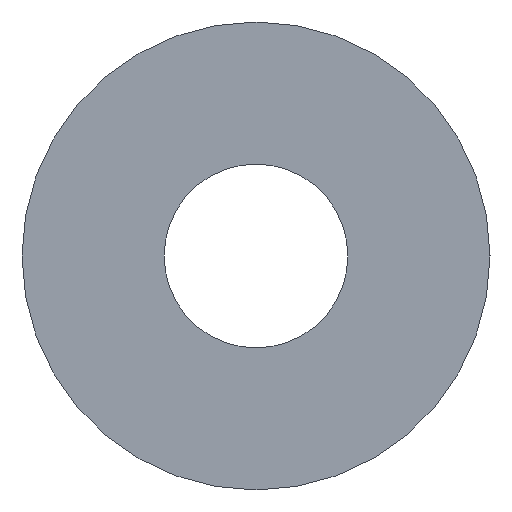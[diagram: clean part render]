
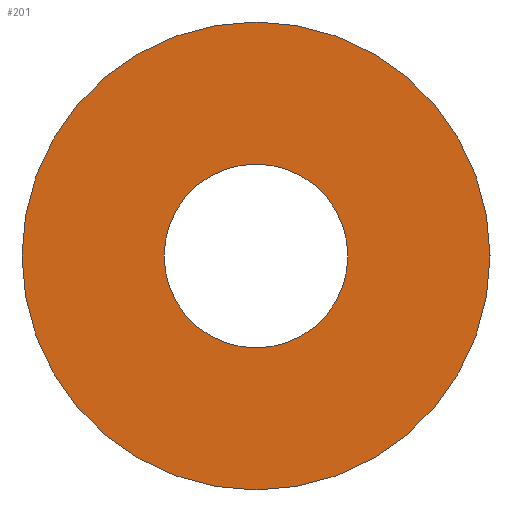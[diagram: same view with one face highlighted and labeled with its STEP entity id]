
A CAD part, left-side view. The second image highlights one B-rep face of the part: STEP entity #201.
In plain terms, the highlighted planar face has unit normal (-1, 0, 0).
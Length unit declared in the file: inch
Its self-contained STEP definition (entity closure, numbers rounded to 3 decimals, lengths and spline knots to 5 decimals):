
#10 = CARTESIAN_POINT ( 'NONE',  ( -18., 0., 0. ) ) ;
#20 = ORIENTED_EDGE ( 'NONE', *, *, #69, .F. ) ;
#26 = DIRECTION ( 'NONE',  ( 0., 0., -1. ) ) ;
#28 = ORIENTED_EDGE ( 'NONE', *, *, #123, .T. ) ;
#29 = CIRCLE ( 'NONE', #98, 0.098 ) ;
#41 = DIRECTION ( 'NONE',  ( 1., 0., 0. ) ) ;
#46 = ORIENTED_EDGE ( 'NONE', *, *, #67, .F. ) ;
#51 = EDGE_LOOP ( 'NONE', ( #20, #46 ) ) ;
#57 = FACE_OUTER_BOUND ( 'NONE', #51, .T. ) ;
#60 = CARTESIAN_POINT ( 'NONE',  ( -18., 0., 0.2495 ) ) ;
#61 = VERTEX_POINT ( 'NONE', #60 ) ;
#64 = AXIS2_PLACEMENT_3D ( 'NONE', #178, #41, #80 ) ;
#67 = EDGE_CURVE ( 'NONE', #71, #61, #164, .T. ) ;
#69 = EDGE_CURVE ( 'NONE', #61, #71, #181, .T. ) ;
#71 = VERTEX_POINT ( 'NONE', #160 ) ;
#80 = DIRECTION ( 'NONE',  ( 0., 0., -1. ) ) ;
#81 = DIRECTION ( 'NONE',  ( 0., 0., -1. ) ) ;
#86 = DIRECTION ( 'NONE',  ( 1., 0., 0. ) ) ;
#87 = CARTESIAN_POINT ( 'NONE',  ( -18., 0., 0. ) ) ;
#98 = AXIS2_PLACEMENT_3D ( 'NONE', #87, #122, #154 ) ;
#101 = AXIS2_PLACEMENT_3D ( 'NONE', #10, #112, #26 ) ;
#111 = PLANE ( 'NONE',  #117 ) ;
#112 = DIRECTION ( 'NONE',  ( 1., 0., 0. ) ) ;
#117 = AXIS2_PLACEMENT_3D ( 'NONE', #130, #175, #81 ) ;
#122 = DIRECTION ( 'NONE',  ( 1., 0., 0. ) ) ;
#123 = EDGE_CURVE ( 'NONE', #169, #187, #208, .T. ) ;
#129 = EDGE_CURVE ( 'NONE', #187, #169, #29, .T. ) ;
#130 = CARTESIAN_POINT ( 'NONE',  ( -18., 0., 0. ) ) ;
#135 = CARTESIAN_POINT ( 'NONE',  ( -18., 0., 0.098 ) ) ;
#137 = CARTESIAN_POINT ( 'NONE',  ( -18., 0., 0. ) ) ;
#143 = AXIS2_PLACEMENT_3D ( 'NONE', #137, #86, #202 ) ;
#154 = DIRECTION ( 'NONE',  ( 0., 0., -1. ) ) ;
#157 = ORIENTED_EDGE ( 'NONE', *, *, #129, .T. ) ;
#160 = CARTESIAN_POINT ( 'NONE',  ( -18., 0., -0.2495 ) ) ;
#164 = CIRCLE ( 'NONE', #64, 0.2495 ) ;
#169 = VERTEX_POINT ( 'NONE', #135 ) ;
#175 = DIRECTION ( 'NONE',  ( 1., 0., 0. ) ) ;
#178 = CARTESIAN_POINT ( 'NONE',  ( -18., 0., 0. ) ) ;
#180 = EDGE_LOOP ( 'NONE', ( #28, #157 ) ) ;
#181 = CIRCLE ( 'NONE', #101, 0.2495 ) ;
#187 = VERTEX_POINT ( 'NONE', #210 ) ;
#193 = FACE_BOUND ( 'NONE', #180, .T. ) ;
#201 = ADVANCED_FACE ( 'NONE', ( #57, #193 ), #111, .F. ) ;
#202 = DIRECTION ( 'NONE',  ( 0., 0., -1. ) ) ;
#208 = CIRCLE ( 'NONE', #143, 0.098 ) ;
#210 = CARTESIAN_POINT ( 'NONE',  ( -18., 0., -0.098 ) ) ;
